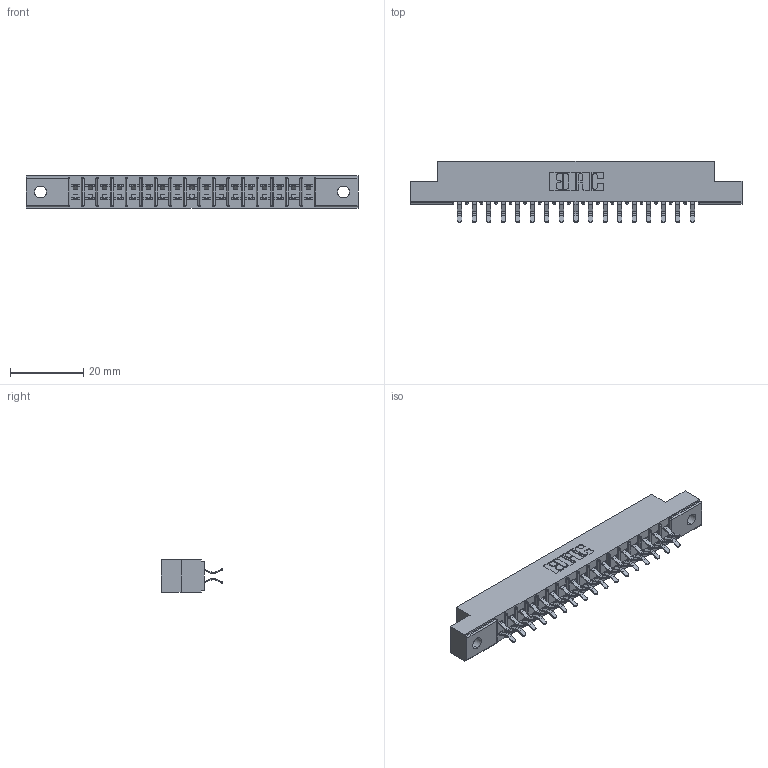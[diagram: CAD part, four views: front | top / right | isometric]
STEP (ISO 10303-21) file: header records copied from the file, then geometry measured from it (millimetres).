
FILE_DESCRIPTION (( 'STEP AP203' ), '1' );
FILE_NAME ('355-034-556-202.STEP', '2019-09-11T09:04:42', ( '' ), ( '' ), 'SwSTEP 2.0', 'SolidWorks 2016', '' );
FILE_SCHEMA (( 'CONFIG_CONTROL_DESIGN' ));
Length unit declared in the file: inch
Products named in the file (3): 355-034-556-202; 305-290-001_556; 305 Part_.128 Dia
Assembly tree (35 placements, depth 2):
  355-034-556-202
    305 Part_.128 Dia
    305-290-001_556  x34
Bounding box: 90.37 x 16.64 x 8.71 mm (x, y, z)
Volume: 5629.7 mm3; surface area: 10109.2 mm2
Topology: 35 solids, 35 shells, 2020 faces, 5807 edges, 3778 vertices
Faces by surface type: plane 1122, cylinder 830, sphere 68
Entity records: 21674 total; most frequent: CARTESIAN_POINT 3589, ORIENTED_EDGE 3558, DIRECTION 3495, EDGE_CURVE 1779, VECTOR 1407, LINE 1407, VERTEX_POINT 1138, AXIS2_PLACEMENT_3D 1044
